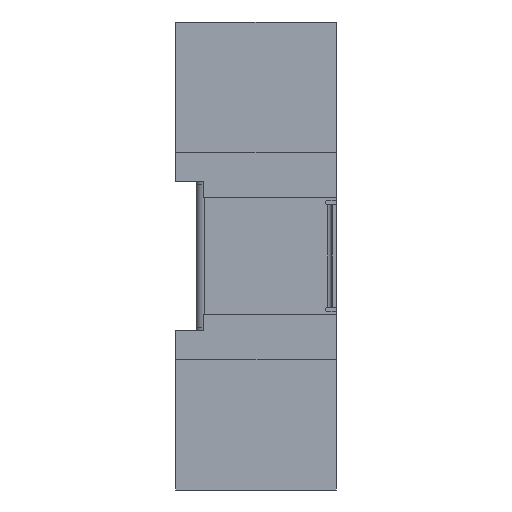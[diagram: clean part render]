
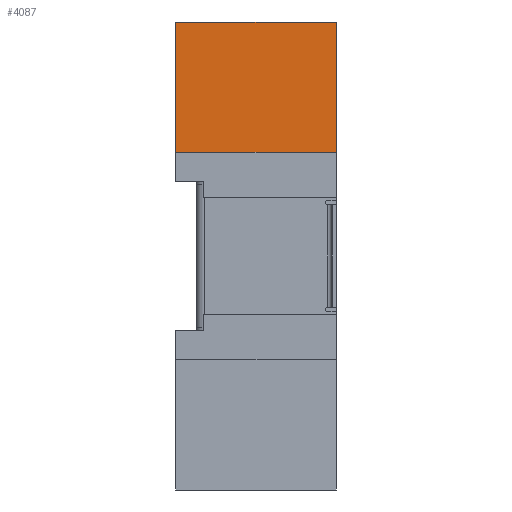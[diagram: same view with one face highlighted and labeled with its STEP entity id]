
A CAD part, left-side view. The second image highlights one B-rep face of the part: STEP entity #4087.
In plain terms, the highlighted planar face has unit normal (-1, 0, 0).
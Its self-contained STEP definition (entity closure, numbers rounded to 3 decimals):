
#289=FACE_OUTER_BOUND('',#536,.T.);
#536=EDGE_LOOP('',(#3184,#3185,#3186,#3187));
#705=LINE('',#5840,#1200);
#772=LINE('',#5986,#1267);
#933=LINE('',#6356,#1428);
#941=LINE('',#6374,#1436);
#1200=VECTOR('',#4646,10.);
#1267=VECTOR('',#4739,10.);
#1428=VECTOR('',#5108,10.);
#1436=VECTOR('',#5130,10.);
#1691=VERTEX_POINT('',#5837);
#1692=VERTEX_POINT('',#5839);
#1758=VERTEX_POINT('',#5985);
#1863=VERTEX_POINT('',#6355);
#2057=EDGE_CURVE('',#1691,#1692,#705,.T.);
#2132=EDGE_CURVE('',#1758,#1692,#772,.T.);
#2316=EDGE_CURVE('',#1758,#1863,#933,.T.);
#2325=EDGE_CURVE('',#1691,#1863,#941,.T.);
#3184=ORIENTED_EDGE('',*,*,#2132,.T.);
#3185=ORIENTED_EDGE('',*,*,#2057,.F.);
#3186=ORIENTED_EDGE('',*,*,#2325,.T.);
#3187=ORIENTED_EDGE('',*,*,#2316,.F.);
#3885=PLANE('',#4393);
#4087=ADVANCED_FACE('',(#289),#3885,.T.);
#4393=AXIS2_PLACEMENT_3D('',#6373,#5128,#5129);
#4646=DIRECTION('',(0.,1.,0.));
#4739=DIRECTION('',(0.,0.,-1.));
#5108=DIRECTION('',(0.,-1.,0.));
#5128=DIRECTION('center_axis',(-1.,0.,0.));
#5129=DIRECTION('ref_axis',(0.,-1.,0.));
#5130=DIRECTION('',(0.,0.,1.));
#5837=CARTESIAN_POINT('',(-11.1,-8.,0.));
#5839=CARTESIAN_POINT('',(-11.1,-3.55,0.));
#5840=CARTESIAN_POINT('',(-11.1,-8.,0.));
#5985=CARTESIAN_POINT('',(-11.1,-3.55,5.5));
#5986=CARTESIAN_POINT('',(-11.1,-3.55,2.75));
#6355=CARTESIAN_POINT('',(-11.1,-8.,5.5));
#6356=CARTESIAN_POINT('',(-11.1,-8.,5.5));
#6373=CARTESIAN_POINT('Origin',(-11.1,8.,0.));
#6374=CARTESIAN_POINT('',(-11.1,-8.,0.));
